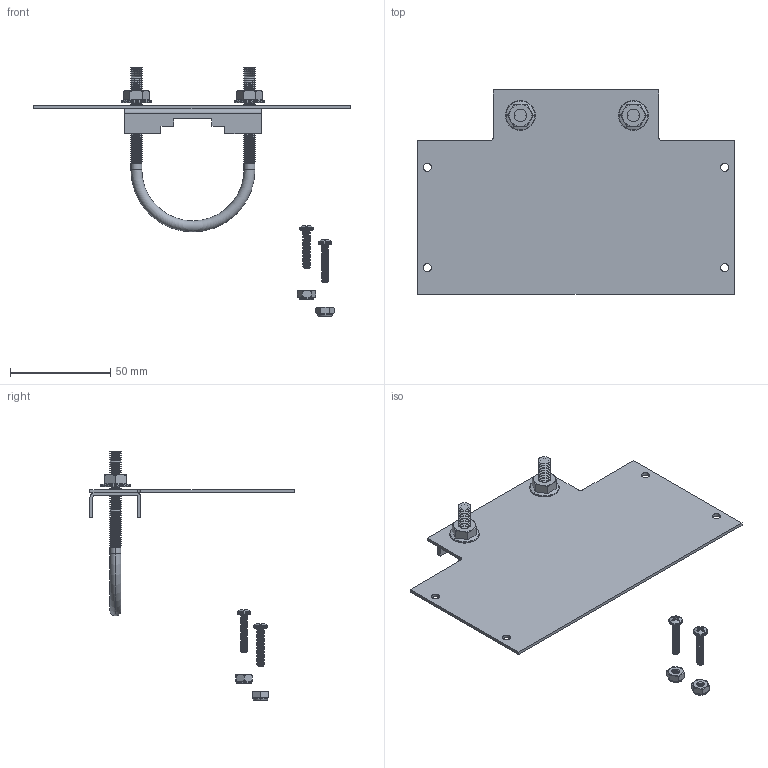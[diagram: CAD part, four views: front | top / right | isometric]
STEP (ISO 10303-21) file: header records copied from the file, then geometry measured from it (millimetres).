
FILE_DESCRIPTION (( 'STEP AP214' ), '1' );
FILE_NAME ('HGX-PMT25.STEP', '2013-07-29T19:34:15', ( 'x' ), ( '' ), 'SwSTEP 2.0', 'SolidWorks 2012', '' );
FILE_SCHEMA (( 'AUTOMOTIVE_DESIGN' ));
Length unit declared in the file: inch
Products named in the file (5): XFN-0027; XFS-0032_91735A151; HGX-PMT07; 1AJ09-100; HGX-PMT25
Assembly tree (6 placements, depth 2):
  HGX-PMT25
    1AJ09-100
    HGX-PMT07
    XFS-0032_91735A151  x2
    XFN-0027  x2
Bounding box: 157.48 x 101.6 x 123.62 mm (x, y, z)
Volume: 31464.9 mm3; surface area: 41985.7 mm2
Topology: 7 solids, 7 shells, 858 faces, 2068 edges, 1232 vertices
Faces by surface type: cone 414, cylinder 282, plane 110, torus 42, bspline 6, sphere 4
Entity records: 28584 total; most frequent: CARTESIAN_POINT 8246, DIRECTION 3038, ORIENTED_EDGE 2988, EDGE_CURVE 1494, AXIS2_PLACEMENT_3D 1187, VERTEX_POINT 864, EDGE_LOOP 670, LINE 664
